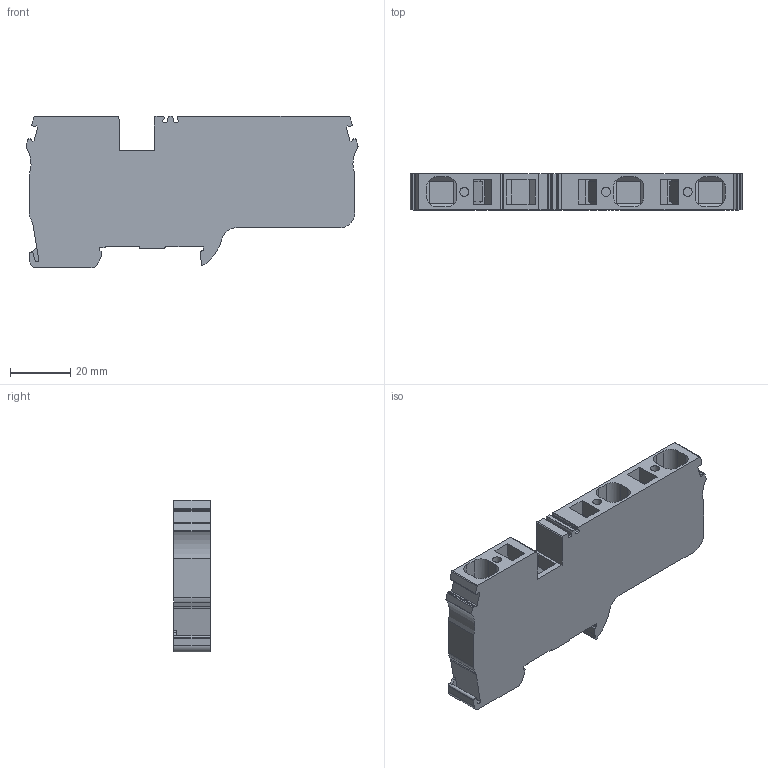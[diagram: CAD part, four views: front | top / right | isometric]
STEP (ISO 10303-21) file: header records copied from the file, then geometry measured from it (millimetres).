
FILE_DESCRIPTION(/* description */ ('Unknown'),/* implementation_level */ '2;1');
FILE_NAME(/* name */ 'SGQ16-1X2_SOLID',/* time_stamp */ '2022-12-09T17:11:06+06:00',/* author */ ('Unknown'),/* organization */ ('Unknown'),/* preprocessor_version */ 'ST-DEVELOPER v16.7',/* originating_system */ 'Solid Edge',/* authorisation */ 'Unknown');
FILE_SCHEMA (('AUTOMOTIVE_DESIGN {1 0 10303 214 3 1 1}'));
Length unit declared in the file: millimetre
Products named in the file (1): SGQ16-1X2_SOLID
Bounding box: 110.34 x 12 x 50.5 mm (x, y, z)
Volume: 47300.6 mm3; surface area: 16108.8 mm2
Topology: 1 solids, 1 shells, 217 faces, 616 edges, 411 vertices
Faces by surface type: plane 143, cylinder 74
Full cylindrical faces by diameter (mm): 3 x3
Entity records: 7075 total; most frequent: CARTESIAN_POINT 1251, ORIENTED_EDGE 1226, DIRECTION 1205, EDGE_CURVE 613, LINE 451, VECTOR 451, VERTEX_POINT 411, AXIS2_PLACEMENT_3D 377
